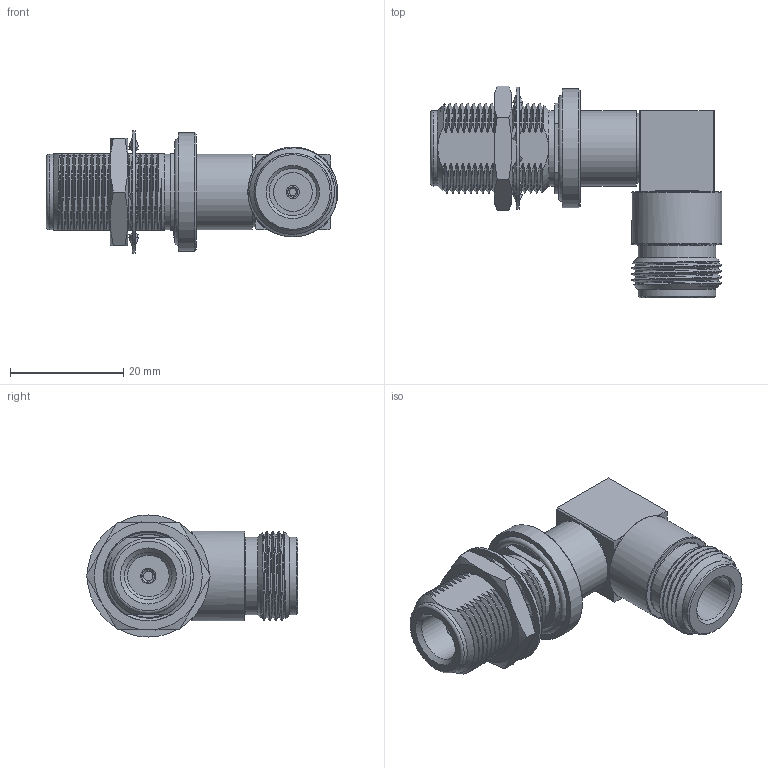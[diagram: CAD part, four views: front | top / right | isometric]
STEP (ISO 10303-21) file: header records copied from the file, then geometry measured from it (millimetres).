
FILE_DESCRIPTION (( 'STEP AP203' ), '1' );
FILE_NAME ('PE9541_3D.step', '2021-03-15T23:11:15', ( '' ), ( '' ), 'SwSTEP 2.0', 'SolidWorks 2020', '' );
FILE_SCHEMA (( 'CONFIG_CONTROL_DESIGN' ));
Length unit declared in the file: inch
Products named in the file (1): PE9541_3D
Bounding box: 51.52 x 37.44 x 21.59 mm (x, y, z)
Volume: 11749.6 mm3; surface area: 6907.7 mm2
Topology: 4 solids, 6 shells, 380 faces, 1067 edges, 711 vertices
Faces by surface type: bspline 168, plane 86, cylinder 81, cone 32, torus 13
Full cylindrical faces by diameter (mm): 0.94 x1, 1.27 x1, 1.651 x1, 2.286 x1, 2.667 x1, 6.858 x1, 8.382 x2, 12.319 x1, 13.335 x3, 13.716 x2, 15.875 x1, 16.002 x1, 19.05 x1, 21 x1, 21.59 x1
Entity records: 83413 total; most frequent: CARTESIAN_POINT 75723, ORIENTED_EDGE 2034, EDGE_CURVE 1017, DIRECTION 986, VERTEX_POINT 695, EDGE_LOOP 428, FACE_OUTER_BOUND 401, ADVANCED_FACE 379
